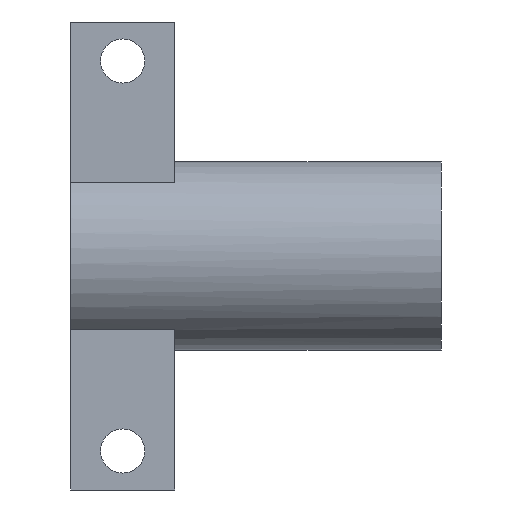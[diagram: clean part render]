
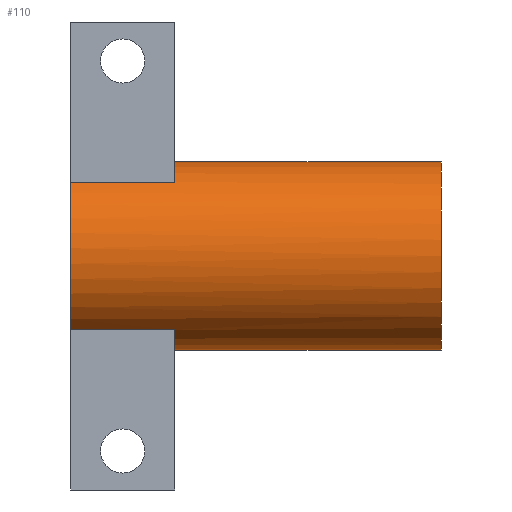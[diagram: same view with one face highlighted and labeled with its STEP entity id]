
A CAD part, front view. The second image highlights one B-rep face of the part: STEP entity #110.
In plain terms, the highlighted cylindrical face has radius 7.25 mm (diameter 14.5 mm), a partial arc.
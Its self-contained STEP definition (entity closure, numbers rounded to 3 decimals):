
#6 = CIRCLE ( 'NONE', #222, 7.25 ) ;
#16 = EDGE_CURVE ( 'NONE', #538, #583, #447, .T. ) ;
#21 = CARTESIAN_POINT ( 'NONE',  ( 28.5, 0., -7.25 ) ) ;
#27 = CARTESIAN_POINT ( 'NONE',  ( 8., 0., 7.25 ) ) ;
#28 = CARTESIAN_POINT ( 'NONE',  ( 28.5, -4.5, -5.684 ) ) ;
#29 = CARTESIAN_POINT ( 'NONE',  ( 28.5, 0., 7.25 ) ) ;
#53 = LINE ( 'NONE', #21, #455 ) ;
#57 = EDGE_CURVE ( 'NONE', #194, #141, #439, .T. ) ;
#62 = CARTESIAN_POINT ( 'NONE',  ( 28.5, -4.5, 5.684 ) ) ;
#67 = AXIS2_PLACEMENT_3D ( 'NONE', #117, #155, #443 ) ;
#70 = CARTESIAN_POINT ( 'NONE',  ( 0., 0., 0. ) ) ;
#72 = EDGE_CURVE ( 'NONE', #147, #583, #413, .T. ) ;
#73 = CARTESIAN_POINT ( 'NONE',  ( 8., 0., 0. ) ) ;
#75 = DIRECTION ( 'NONE',  ( -1., 0., 0. ) ) ;
#80 = CIRCLE ( 'NONE', #232, 7.25 ) ;
#85 = DIRECTION ( 'NONE',  ( 0., 0., -1. ) ) ;
#97 = DIRECTION ( 'NONE',  ( 1., 0., 0. ) ) ;
#101 = CARTESIAN_POINT ( 'NONE',  ( 28.5, 0., -7.25 ) ) ;
#102 = VECTOR ( 'NONE', #354, 1000. ) ;
#106 = ORIENTED_EDGE ( 'NONE', *, *, #72, .T. ) ;
#110 = ADVANCED_FACE ( 'NONE', ( #196 ), #540, .T. ) ;
#112 = ORIENTED_EDGE ( 'NONE', *, *, #565, .F. ) ;
#117 = CARTESIAN_POINT ( 'NONE',  ( 28.5, 0., 0. ) ) ;
#136 = VERTEX_POINT ( 'NONE', #145 ) ;
#141 = VERTEX_POINT ( 'NONE', #27 ) ;
#144 = CARTESIAN_POINT ( 'NONE',  ( 8., -4.5, -5.684 ) ) ;
#145 = CARTESIAN_POINT ( 'NONE',  ( 8., -4.5, 5.684 ) ) ;
#147 = VERTEX_POINT ( 'NONE', #208 ) ;
#155 = DIRECTION ( 'NONE',  ( -1., 0., 0. ) ) ;
#160 = DIRECTION ( 'NONE',  ( 0., 0., -1. ) ) ;
#161 = ORIENTED_EDGE ( 'NONE', *, *, #16, .F. ) ;
#166 = EDGE_CURVE ( 'NONE', #194, #174, #80, .T. ) ;
#174 = VERTEX_POINT ( 'NONE', #101 ) ;
#185 = CARTESIAN_POINT ( 'NONE',  ( 8., 0., 0. ) ) ;
#194 = VERTEX_POINT ( 'NONE', #29 ) ;
#196 = FACE_OUTER_BOUND ( 'NONE', #482, .T. ) ;
#200 = AXIS2_PLACEMENT_3D ( 'NONE', #73, #508, #85 ) ;
#208 = CARTESIAN_POINT ( 'NONE',  ( 0., -4.5, 5.684 ) ) ;
#222 = AXIS2_PLACEMENT_3D ( 'NONE', #185, #97, #429 ) ;
#232 = AXIS2_PLACEMENT_3D ( 'NONE', #296, #524, #479 ) ;
#240 = CARTESIAN_POINT ( 'NONE',  ( 0., -4.5, -5.684 ) ) ;
#245 = DIRECTION ( 'NONE',  ( 1., 0., 0. ) ) ;
#268 = ORIENTED_EDGE ( 'NONE', *, *, #319, .T. ) ;
#296 = CARTESIAN_POINT ( 'NONE',  ( 28.5, 0., 0. ) ) ;
#313 = ORIENTED_EDGE ( 'NONE', *, *, #166, .F. ) ;
#319 = EDGE_CURVE ( 'NONE', #538, #462, #480, .T. ) ;
#354 = DIRECTION ( 'NONE',  ( 1., 0., 0. ) ) ;
#358 = VECTOR ( 'NONE', #75, 1000. ) ;
#393 = ORIENTED_EDGE ( 'NONE', *, *, #57, .T. ) ;
#402 = LINE ( 'NONE', #62, #102 ) ;
#413 = CIRCLE ( 'NONE', #569, 7.25 ) ;
#429 = DIRECTION ( 'NONE',  ( 0., 0., -1. ) ) ;
#439 = LINE ( 'NONE', #485, #512 ) ;
#440 = EDGE_CURVE ( 'NONE', #141, #136, #6, .T. ) ;
#443 = DIRECTION ( 'NONE',  ( 0., 0., 1. ) ) ;
#447 = LINE ( 'NONE', #28, #358 ) ;
#455 = VECTOR ( 'NONE', #584, 1000. ) ;
#462 = VERTEX_POINT ( 'NONE', #576 ) ;
#479 = DIRECTION ( 'NONE',  ( 0., 0., -1. ) ) ;
#480 = CIRCLE ( 'NONE', #200, 7.25 ) ;
#482 = EDGE_LOOP ( 'NONE', ( #112, #313, #393, #589, #532, #106, #161, #268 ) ) ;
#485 = CARTESIAN_POINT ( 'NONE',  ( 28.5, 0., 7.25 ) ) ;
#508 = DIRECTION ( 'NONE',  ( 1., 0., 0. ) ) ;
#512 = VECTOR ( 'NONE', #528, 1000. ) ;
#524 = DIRECTION ( 'NONE',  ( 1., 0., 0. ) ) ;
#528 = DIRECTION ( 'NONE',  ( -1., 0., 0. ) ) ;
#532 = ORIENTED_EDGE ( 'NONE', *, *, #555, .F. ) ;
#538 = VERTEX_POINT ( 'NONE', #144 ) ;
#540 = CYLINDRICAL_SURFACE ( 'NONE', #67, 7.25 ) ;
#555 = EDGE_CURVE ( 'NONE', #147, #136, #402, .T. ) ;
#565 = EDGE_CURVE ( 'NONE', #174, #462, #53, .T. ) ;
#569 = AXIS2_PLACEMENT_3D ( 'NONE', #70, #245, #160 ) ;
#576 = CARTESIAN_POINT ( 'NONE',  ( 8., 0., -7.25 ) ) ;
#583 = VERTEX_POINT ( 'NONE', #240 ) ;
#584 = DIRECTION ( 'NONE',  ( -1., 0., 0. ) ) ;
#589 = ORIENTED_EDGE ( 'NONE', *, *, #440, .T. ) ;
